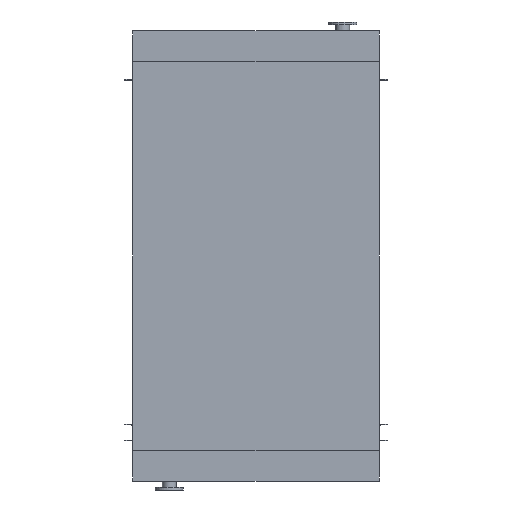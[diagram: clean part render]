
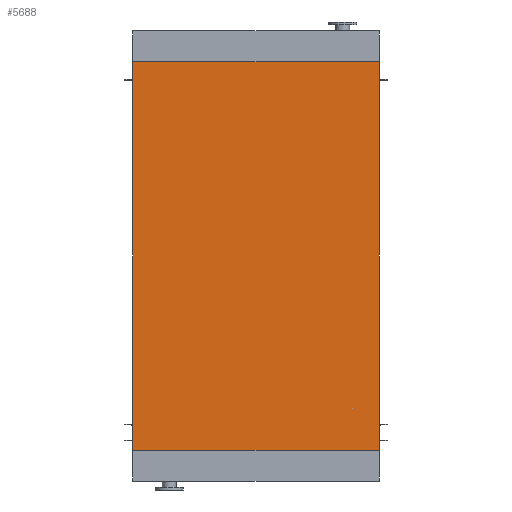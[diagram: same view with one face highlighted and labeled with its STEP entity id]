
A CAD part, front view. The second image highlights one B-rep face of the part: STEP entity #5688.
In plain terms, the highlighted planar face has unit normal (0, -1, 0).
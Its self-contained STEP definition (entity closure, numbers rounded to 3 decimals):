
#601 = FACE_OUTER_BOUND ( 'NONE', #5206, .T. ) ;
#887 = ORIENTED_EDGE ( 'NONE', *, *, #10076, .T. ) ;
#987 = VECTOR ( 'NONE', #3807, 1000. ) ;
#1141 = VERTEX_POINT ( 'NONE', #13837 ) ;
#1155 = DIRECTION ( 'NONE',  ( 0., 0., 1. ) ) ;
#1248 = VECTOR ( 'NONE', #7375, 1000. ) ;
#1505 = EDGE_CURVE ( 'NONE', #1141, #5343, #15159, .T. ) ;
#1799 = VERTEX_POINT ( 'NONE', #4620 ) ;
#2325 = LINE ( 'NONE', #9715, #1248 ) ;
#3400 = CARTESIAN_POINT ( 'NONE',  ( -965., 0., 0. ) ) ;
#3807 = DIRECTION ( 'NONE',  ( 1., 0., 0. ) ) ;
#3961 = LINE ( 'NONE', #4870, #13853 ) ;
#4620 = CARTESIAN_POINT ( 'NONE',  ( -965., 0., -3050. ) ) ;
#4718 = LINE ( 'NONE', #12579, #987 ) ;
#4744 = CARTESIAN_POINT ( 'NONE',  ( 965., 0., 0. ) ) ;
#4870 = CARTESIAN_POINT ( 'NONE',  ( -965., 0., -3050. ) ) ;
#5206 = EDGE_LOOP ( 'NONE', ( #11298, #6295, #887, #10879 ) ) ;
#5343 = VERTEX_POINT ( 'NONE', #4744 ) ;
#5664 = PLANE ( 'NONE',  #6165 ) ;
#5688 = ADVANCED_FACE ( 'NONE', ( #601 ), #5664, .T. ) ;
#6165 = AXIS2_PLACEMENT_3D ( 'NONE', #10711, #9389, #6744 ) ;
#6295 = ORIENTED_EDGE ( 'NONE', *, *, #6398, .F. ) ;
#6398 = EDGE_CURVE ( 'NONE', #1799, #8041, #3961, .T. ) ;
#6744 = DIRECTION ( 'NONE',  ( 0., 0., -1. ) ) ;
#7375 = DIRECTION ( 'NONE',  ( 1., 0., 0. ) ) ;
#8041 = VERTEX_POINT ( 'NONE', #3400 ) ;
#9389 = DIRECTION ( 'NONE',  ( 0., -1., 0. ) ) ;
#9715 = CARTESIAN_POINT ( 'NONE',  ( -965., 0., -3050. ) ) ;
#10076 = EDGE_CURVE ( 'NONE', #1799, #1141, #2325, .T. ) ;
#10188 = DIRECTION ( 'NONE',  ( 0., 0., 1. ) ) ;
#10711 = CARTESIAN_POINT ( 'NONE',  ( -965., 0., -3050. ) ) ;
#10879 = ORIENTED_EDGE ( 'NONE', *, *, #1505, .T. ) ;
#11298 = ORIENTED_EDGE ( 'NONE', *, *, #12985, .F. ) ;
#11434 = VECTOR ( 'NONE', #1155, 1000. ) ;
#12323 = CARTESIAN_POINT ( 'NONE',  ( 965., 0., -3050. ) ) ;
#12579 = CARTESIAN_POINT ( 'NONE',  ( -965., 0., 0. ) ) ;
#12985 = EDGE_CURVE ( 'NONE', #8041, #5343, #4718, .T. ) ;
#13837 = CARTESIAN_POINT ( 'NONE',  ( 965., 0., -3050. ) ) ;
#13853 = VECTOR ( 'NONE', #10188, 1000. ) ;
#15159 = LINE ( 'NONE', #12323, #11434 ) ;
